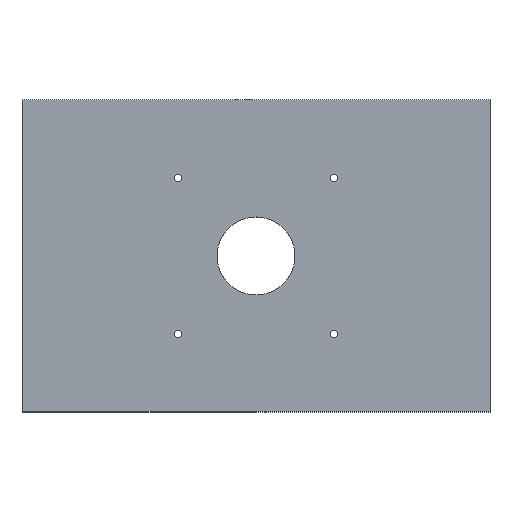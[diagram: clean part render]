
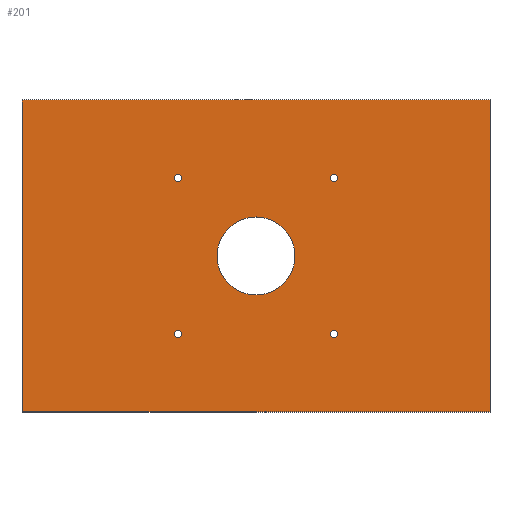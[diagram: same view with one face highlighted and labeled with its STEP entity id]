
A CAD part, top view. The second image highlights one B-rep face of the part: STEP entity #201.
In plain terms, the highlighted planar face has unit normal (0, 0, 1).
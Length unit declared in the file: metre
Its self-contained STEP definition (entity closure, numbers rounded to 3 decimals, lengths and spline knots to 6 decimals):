
#25=LINE('',#310,#37);
#26=LINE('',#313,#38);
#27=LINE('',#315,#39);
#28=LINE('',#317,#40);
#37=VECTOR('',#256,1.);
#38=VECTOR('',#257,1.);
#39=VECTOR('',#258,1.);
#40=VECTOR('',#259,1.);
#49=ORIENTED_EDGE('',*,*,#93,.T.);
#50=ORIENTED_EDGE('',*,*,#94,.F.);
#51=ORIENTED_EDGE('',*,*,#95,.F.);
#52=ORIENTED_EDGE('',*,*,#96,.F.);
#53=ORIENTED_EDGE('',*,*,#97,.T.);
#54=ORIENTED_EDGE('',*,*,#98,.T.);
#55=ORIENTED_EDGE('',*,*,#99,.F.);
#56=ORIENTED_EDGE('',*,*,#100,.F.);
#57=ORIENTED_EDGE('',*,*,#101,.T.);
#93=EDGE_CURVE('',#115,#115,#133,.T.);
#94=EDGE_CURVE('',#116,#116,#134,.T.);
#95=EDGE_CURVE('',#117,#117,#135,.T.);
#96=EDGE_CURVE('',#118,#119,#25,.T.);
#97=EDGE_CURVE('',#118,#120,#26,.T.);
#98=EDGE_CURVE('',#120,#121,#27,.T.);
#99=EDGE_CURVE('',#119,#121,#28,.T.);
#100=EDGE_CURVE('',#122,#122,#136,.T.);
#101=EDGE_CURVE('',#123,#123,#137,.T.);
#115=VERTEX_POINT('',#305);
#116=VERTEX_POINT('',#307);
#117=VERTEX_POINT('',#309);
#118=VERTEX_POINT('',#311);
#119=VERTEX_POINT('',#312);
#120=VERTEX_POINT('',#314);
#121=VERTEX_POINT('',#316);
#122=VERTEX_POINT('',#319);
#123=VERTEX_POINT('',#321);
#133=CIRCLE('',#226,0.0025);
#134=CIRCLE('',#227,0.0025);
#135=CIRCLE('',#228,0.0025);
#136=CIRCLE('',#229,0.025);
#137=CIRCLE('',#230,0.0025);
#143=EDGE_LOOP('',(#49));
#144=EDGE_LOOP('',(#50));
#145=EDGE_LOOP('',(#51));
#146=EDGE_LOOP('',(#52,#53,#54,#55));
#147=EDGE_LOOP('',(#56));
#148=EDGE_LOOP('',(#57));
#169=FACE_BOUND('',#143,.T.);
#170=FACE_BOUND('',#144,.T.);
#171=FACE_BOUND('',#145,.T.);
#172=FACE_BOUND('',#146,.T.);
#173=FACE_BOUND('',#147,.T.);
#174=FACE_BOUND('',#148,.T.);
#195=PLANE('',#225);
#201=ADVANCED_FACE('',(#169,#170,#171,#172,#173,#174),#195,.T.);
#225=AXIS2_PLACEMENT_3D('',#303,#248,#249);
#226=AXIS2_PLACEMENT_3D('',#304,#250,#251);
#227=AXIS2_PLACEMENT_3D('',#306,#252,#253);
#228=AXIS2_PLACEMENT_3D('',#308,#254,#255);
#229=AXIS2_PLACEMENT_3D('',#318,#260,#261);
#230=AXIS2_PLACEMENT_3D('',#320,#262,#263);
#248=DIRECTION('',(0.,0.,1.));
#249=DIRECTION('',(1.,0.,0.));
#250=DIRECTION('',(0.,0.,-1.));
#251=DIRECTION('',(1.,0.,0.));
#252=DIRECTION('',(0.,0.,1.));
#253=DIRECTION('',(1.,0.,0.));
#254=DIRECTION('',(0.,0.,1.));
#255=DIRECTION('',(1.,0.,0.));
#256=DIRECTION('',(0.,1.,0.));
#257=DIRECTION('',(1.,0.,0.));
#258=DIRECTION('',(0.,1.,0.));
#259=DIRECTION('',(1.,0.,0.));
#260=DIRECTION('',(0.,0.,1.));
#261=DIRECTION('',(1.,0.,0.));
#262=DIRECTION('',(0.,0.,-1.));
#263=DIRECTION('',(1.,0.,0.));
#303=CARTESIAN_POINT('',(0.15,0.1,0.003));
#304=CARTESIAN_POINT('',(0.2,0.05,0.003));
#305=CARTESIAN_POINT('',(0.2025,0.05,0.003));
#306=CARTESIAN_POINT('',(0.1,0.05,0.003));
#307=CARTESIAN_POINT('',(0.1025,0.05,0.003));
#308=CARTESIAN_POINT('',(0.1,0.15,0.003));
#309=CARTESIAN_POINT('',(0.1025,0.15,0.003));
#310=CARTESIAN_POINT('',(0.,0.1,0.003));
#311=CARTESIAN_POINT('',(0.,0.,0.003));
#312=CARTESIAN_POINT('',(0.,0.2,0.003));
#313=CARTESIAN_POINT('',(0.15,0.,0.003));
#314=CARTESIAN_POINT('',(0.3,0.,0.003));
#315=CARTESIAN_POINT('',(0.3,0.1,0.003));
#316=CARTESIAN_POINT('',(0.3,0.2,0.003));
#317=CARTESIAN_POINT('',(0.15,0.2,0.003));
#318=CARTESIAN_POINT('',(0.15,0.1,0.003));
#319=CARTESIAN_POINT('',(0.175,0.1,0.003));
#320=CARTESIAN_POINT('',(0.2,0.15,0.003));
#321=CARTESIAN_POINT('',(0.2025,0.15,0.003));
